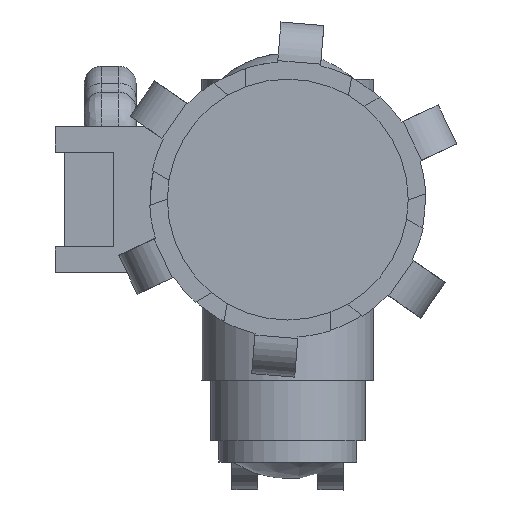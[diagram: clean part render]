
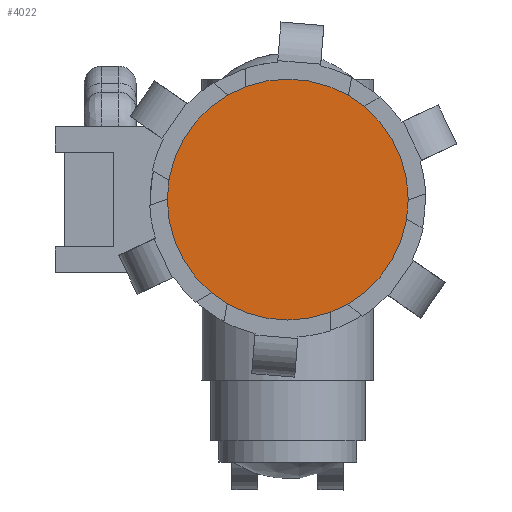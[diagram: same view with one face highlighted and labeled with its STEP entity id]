
A CAD part, front view. The second image highlights one B-rep face of the part: STEP entity #4022.
In plain terms, the highlighted planar face has unit normal (0, -1, 0).
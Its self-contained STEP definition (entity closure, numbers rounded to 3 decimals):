
#987=FACE_OUTER_BOUND('',#1255,.T.);
#1255=EDGE_LOOP('',(#2643));
#1537=CIRCLE('',#4521,14.);
#1721=VERTEX_POINT('',#6675);
#2083=EDGE_CURVE('',#1721,#1721,#1537,.T.);
#2643=ORIENTED_EDGE('',*,*,#2083,.F.);
#3610=PLANE('',#4522);
#4022=ADVANCED_FACE('',(#987),#3610,.F.);
#4521=AXIS2_PLACEMENT_3D('',#6677,#5064,#5065);
#4522=AXIS2_PLACEMENT_3D('',#6678,#5066,#5067);
#5064=DIRECTION('center_axis',(0.,1.,0.));
#5065=DIRECTION('ref_axis',(-1.,0.,0.));
#5066=DIRECTION('center_axis',(0.,1.,0.));
#5067=DIRECTION('ref_axis',(0.,0.,1.));
#6675=CARTESIAN_POINT('',(14.,0.,0.));
#6677=CARTESIAN_POINT('Origin',(0.,0.,0.));
#6678=CARTESIAN_POINT('Origin',(0.,0.,0.));
